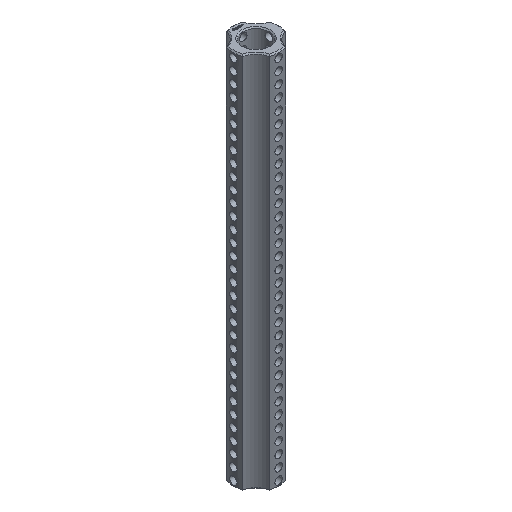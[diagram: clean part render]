
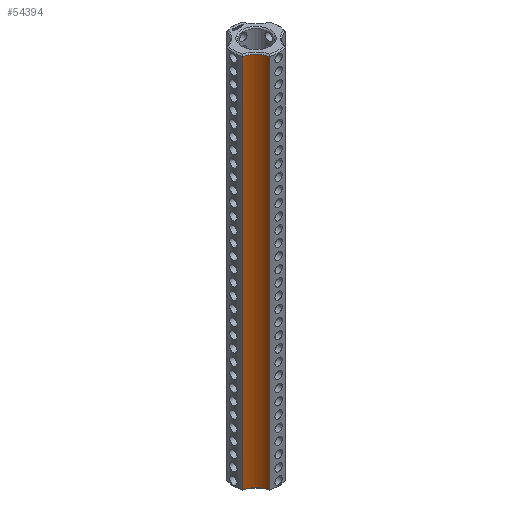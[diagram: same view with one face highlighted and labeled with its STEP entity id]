
A CAD part, isometric view. The second image highlights one B-rep face of the part: STEP entity #54394.
In plain terms, the highlighted cylindrical face has radius 5 mm (diameter 10 mm), a partial arc.
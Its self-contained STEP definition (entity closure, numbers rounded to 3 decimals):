
#7152 = CYLINDRICAL_SURFACE('',#7153,6.25);
#7153 = AXIS2_PLACEMENT_3D('',#7154,#7155,#7156);
#7154 = CARTESIAN_POINT('',(0.,0.,0.));
#7155 = DIRECTION('',(-0.,-0.,-1.));
#7156 = DIRECTION('',(1.,0.,0.));
#15249 = EDGE_CURVE('',#15250,#15252,#15254,.T.);
#15250 = VERTEX_POINT('',#15251);
#15251 = CARTESIAN_POINT('',(-2.225,-5.841,0.3));
#15252 = VERTEX_POINT('',#15253);
#15253 = CARTESIAN_POINT('',(-2.225,-5.841,102.825));
#15254 = SURFACE_CURVE('',#15255,(#15259,#15266),.PCURVE_S1.);
#15255 = LINE('',#15256,#15257);
#15256 = CARTESIAN_POINT('',(-2.225,-5.841,0.));
#15257 = VECTOR('',#15258,1.);
#15258 = DIRECTION('',(0.,0.,1.));
#15259 = PCURVE('',#7152,#15260);
#15260 = DEFINITIONAL_REPRESENTATION('',(#15261),#15265);
#15261 = LINE('',#15262,#15263);
#15262 = CARTESIAN_POINT('',(-4.348,0.));
#15263 = VECTOR('',#15264,1.);
#15264 = DIRECTION('',(-0.,-1.));
#15265 = ( GEOMETRIC_REPRESENTATION_CONTEXT(2) 
PARAMETRIC_REPRESENTATION_CONTEXT() REPRESENTATION_CONTEXT('2D SPACE',''
  ) );
#15266 = PCURVE('',#15267,#15272);
#15267 = CYLINDRICAL_SURFACE('',#15268,5.);
#15268 = AXIS2_PLACEMENT_3D('',#15269,#15270,#15271);
#15269 = CARTESIAN_POINT('',(-7.071,-7.071,0.));
#15270 = DIRECTION('',(-0.,-0.,-1.));
#15271 = DIRECTION('',(1.,0.,0.));
#15272 = DEFINITIONAL_REPRESENTATION('',(#15273),#15277);
#15273 = LINE('',#15274,#15275);
#15274 = CARTESIAN_POINT('',(-0.249,0.));
#15275 = VECTOR('',#15276,1.);
#15276 = DIRECTION('',(-0.,-1.));
#15277 = ( GEOMETRIC_REPRESENTATION_CONTEXT(2) 
PARAMETRIC_REPRESENTATION_CONTEXT() REPRESENTATION_CONTEXT('2D SPACE',''
  ) );
#20823 = CONICAL_SURFACE('',#20824,5.,0.785);
#20824 = AXIS2_PLACEMENT_3D('',#20825,#20826,#20827);
#20825 = CARTESIAN_POINT('',(-7.071,-7.071,0.3));
#20826 = DIRECTION('',(-0.,-0.,-1.));
#20827 = DIRECTION('',(0.969,0.246,0.));
#21055 = CONICAL_SURFACE('',#21056,5.,0.785);
#21056 = AXIS2_PLACEMENT_3D('',#21057,#21058,#21059);
#21057 = CARTESIAN_POINT('',(-7.071,-7.071,102.825));
#21058 = DIRECTION('',(0.,0.,1.));
#21059 = DIRECTION('',(0.969,0.246,0.));
#54394 = ADVANCED_FACE('',(#54395),#15267,.F.);
#54395 = FACE_BOUND('',#54396,.T.);
#54396 = EDGE_LOOP('',(#54397,#54398,#54422,#54450));
#54397 = ORIENTED_EDGE('',*,*,#15249,.T.);
#54398 = ORIENTED_EDGE('',*,*,#54399,.T.);
#54399 = EDGE_CURVE('',#15252,#54400,#54402,.T.);
#54400 = VERTEX_POINT('',#54401);
#54401 = CARTESIAN_POINT('',(-5.841,-2.225,102.825));
#54402 = SURFACE_CURVE('',#54403,(#54408,#54415),.PCURVE_S1.);
#54403 = CIRCLE('',#54404,5.);
#54404 = AXIS2_PLACEMENT_3D('',#54405,#54406,#54407);
#54405 = CARTESIAN_POINT('',(-7.071,-7.071,102.825));
#54406 = DIRECTION('',(0.,-0.,1.));
#54407 = DIRECTION('',(0.969,0.246,0.));
#54408 = PCURVE('',#15267,#54409);
#54409 = DEFINITIONAL_REPRESENTATION('',(#54410),#54414);
#54410 = LINE('',#54411,#54412);
#54411 = CARTESIAN_POINT('',(-0.249,-102.825));
#54412 = VECTOR('',#54413,1.);
#54413 = DIRECTION('',(-1.,0.));
#54414 = ( GEOMETRIC_REPRESENTATION_CONTEXT(2) 
PARAMETRIC_REPRESENTATION_CONTEXT() REPRESENTATION_CONTEXT('2D SPACE',''
  ) );
#54415 = PCURVE('',#21055,#54416);
#54416 = DEFINITIONAL_REPRESENTATION('',(#54417),#54421);
#54417 = LINE('',#54418,#54419);
#54418 = CARTESIAN_POINT('',(0.,0.));
#54419 = VECTOR('',#54420,1.);
#54420 = DIRECTION('',(1.,0.));
#54421 = ( GEOMETRIC_REPRESENTATION_CONTEXT(2) 
PARAMETRIC_REPRESENTATION_CONTEXT() REPRESENTATION_CONTEXT('2D SPACE',''
  ) );
#54422 = ORIENTED_EDGE('',*,*,#54423,.F.);
#54423 = EDGE_CURVE('',#54424,#54400,#54426,.T.);
#54424 = VERTEX_POINT('',#54425);
#54425 = CARTESIAN_POINT('',(-5.841,-2.225,0.3));
#54426 = SURFACE_CURVE('',#54427,(#54431,#54438),.PCURVE_S1.);
#54427 = LINE('',#54428,#54429);
#54428 = CARTESIAN_POINT('',(-5.841,-2.225,0.));
#54429 = VECTOR('',#54430,1.);
#54430 = DIRECTION('',(0.,0.,1.));
#54431 = PCURVE('',#15267,#54432);
#54432 = DEFINITIONAL_REPRESENTATION('',(#54433),#54437);
#54433 = LINE('',#54434,#54435);
#54434 = CARTESIAN_POINT('',(-1.322,0.));
#54435 = VECTOR('',#54436,1.);
#54436 = DIRECTION('',(-0.,-1.));
#54437 = ( GEOMETRIC_REPRESENTATION_CONTEXT(2) 
PARAMETRIC_REPRESENTATION_CONTEXT() REPRESENTATION_CONTEXT('2D SPACE',''
  ) );
#54438 = PCURVE('',#54439,#54444);
#54439 = CYLINDRICAL_SURFACE('',#54440,6.25);
#54440 = AXIS2_PLACEMENT_3D('',#54441,#54442,#54443);
#54441 = CARTESIAN_POINT('',(0.,0.,0.));
#54442 = DIRECTION('',(-0.,-0.,-1.));
#54443 = DIRECTION('',(1.,0.,0.));
#54444 = DEFINITIONAL_REPRESENTATION('',(#54445),#54449);
#54445 = LINE('',#54446,#54447);
#54446 = CARTESIAN_POINT('',(-3.506,0.));
#54447 = VECTOR('',#54448,1.);
#54448 = DIRECTION('',(-0.,-1.));
#54449 = ( GEOMETRIC_REPRESENTATION_CONTEXT(2) 
PARAMETRIC_REPRESENTATION_CONTEXT() REPRESENTATION_CONTEXT('2D SPACE',''
  ) );
#54450 = ORIENTED_EDGE('',*,*,#54451,.F.);
#54451 = EDGE_CURVE('',#15250,#54424,#54452,.T.);
#54452 = SURFACE_CURVE('',#54453,(#54458,#54465),.PCURVE_S1.);
#54453 = CIRCLE('',#54454,5.);
#54454 = AXIS2_PLACEMENT_3D('',#54455,#54456,#54457);
#54455 = CARTESIAN_POINT('',(-7.071,-7.071,0.3));
#54456 = DIRECTION('',(0.,-0.,1.));
#54457 = DIRECTION('',(0.969,0.246,0.));
#54458 = PCURVE('',#15267,#54459);
#54459 = DEFINITIONAL_REPRESENTATION('',(#54460),#54464);
#54460 = LINE('',#54461,#54462);
#54461 = CARTESIAN_POINT('',(-0.249,-0.3));
#54462 = VECTOR('',#54463,1.);
#54463 = DIRECTION('',(-1.,0.));
#54464 = ( GEOMETRIC_REPRESENTATION_CONTEXT(2) 
PARAMETRIC_REPRESENTATION_CONTEXT() REPRESENTATION_CONTEXT('2D SPACE',''
  ) );
#54465 = PCURVE('',#20823,#54466);
#54466 = DEFINITIONAL_REPRESENTATION('',(#54467),#54471);
#54467 = LINE('',#54468,#54469);
#54468 = CARTESIAN_POINT('',(-0.,0.));
#54469 = VECTOR('',#54470,1.);
#54470 = DIRECTION('',(-1.,0.));
#54471 = ( GEOMETRIC_REPRESENTATION_CONTEXT(2) 
PARAMETRIC_REPRESENTATION_CONTEXT() REPRESENTATION_CONTEXT('2D SPACE',''
  ) );
